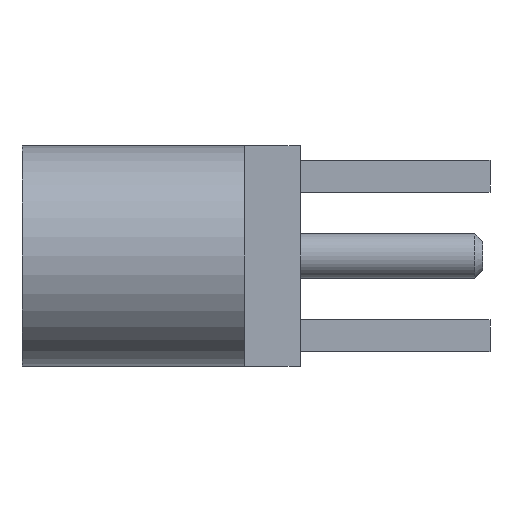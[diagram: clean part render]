
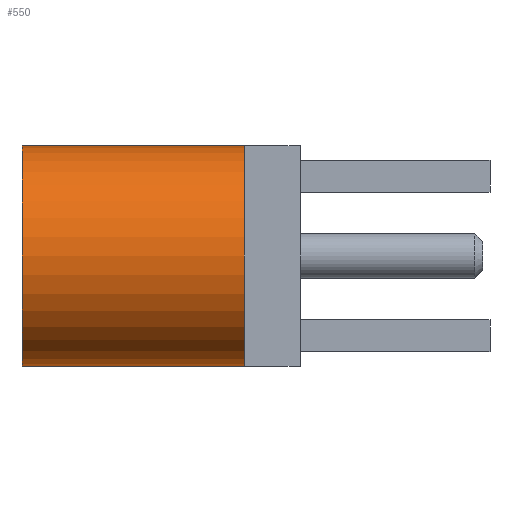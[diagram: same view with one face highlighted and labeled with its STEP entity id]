
A CAD part, front view. The second image highlights one B-rep face of the part: STEP entity #550.
In plain terms, the highlighted cylindrical face has radius 1.753 mm (diameter 3.505 mm), a partial arc.
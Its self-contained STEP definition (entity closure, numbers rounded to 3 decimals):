
#147 = VERTEX_POINT('',#148);
#148 = CARTESIAN_POINT('',(3.54,-1.753,0.));
#156 = EDGE_CURVE('',#157,#147,#159,.T.);
#157 = VERTEX_POINT('',#158);
#158 = CARTESIAN_POINT('',(3.54,0.,1.753));
#159 = CIRCLE('',#160,1.753);
#160 = AXIS2_PLACEMENT_3D('',#161,#162,#163);
#161 = CARTESIAN_POINT('',(3.54,0.,0.));
#162 = DIRECTION('',(1.,0.,-0.));
#163 = DIRECTION('',(0.,0.,1.));
#440 = VERTEX_POINT('',#441);
#441 = CARTESIAN_POINT('',(3.54,0.,-1.753));
#505 = EDGE_CURVE('',#440,#506,#508,.T.);
#506 = VERTEX_POINT('',#507);
#507 = CARTESIAN_POINT('',(0.,0.,-1.753));
#508 = LINE('',#509,#510);
#509 = CARTESIAN_POINT('',(3.54,0.,-1.753));
#510 = VECTOR('',#511,1.);
#511 = DIRECTION('',(-1.,0.,0.));
#514 = VERTEX_POINT('',#515);
#515 = CARTESIAN_POINT('',(0.,0.,1.753));
#522 = EDGE_CURVE('',#157,#514,#523,.T.);
#523 = LINE('',#524,#525);
#524 = CARTESIAN_POINT('',(3.54,0.,1.753));
#525 = VECTOR('',#526,1.);
#526 = DIRECTION('',(-1.,0.,0.));
#550 = ADVANCED_FACE('',(#551),#579,.T.);
#551 = FACE_BOUND('',#552,.T.);
#552 = EDGE_LOOP('',(#553,#562,#563,#570,#571,#572));
#553 = ORIENTED_EDGE('',*,*,#554,.F.);
#554 = EDGE_CURVE('',#506,#555,#557,.T.);
#555 = VERTEX_POINT('',#556);
#556 = CARTESIAN_POINT('',(0.,-1.753,0.));
#557 = CIRCLE('',#558,1.753);
#558 = AXIS2_PLACEMENT_3D('',#559,#560,#561);
#559 = CARTESIAN_POINT('',(0.,0.,0.));
#560 = DIRECTION('',(-1.,0.,0.));
#561 = DIRECTION('',(0.,0.,-1.));
#562 = ORIENTED_EDGE('',*,*,#505,.F.);
#563 = ORIENTED_EDGE('',*,*,#564,.F.);
#564 = EDGE_CURVE('',#147,#440,#565,.T.);
#565 = CIRCLE('',#566,1.753);
#566 = AXIS2_PLACEMENT_3D('',#567,#568,#569);
#567 = CARTESIAN_POINT('',(3.54,0.,0.));
#568 = DIRECTION('',(1.,0.,0.));
#569 = DIRECTION('',(0.,-1.,0.));
#570 = ORIENTED_EDGE('',*,*,#156,.F.);
#571 = ORIENTED_EDGE('',*,*,#522,.T.);
#572 = ORIENTED_EDGE('',*,*,#573,.F.);
#573 = EDGE_CURVE('',#555,#514,#574,.T.);
#574 = CIRCLE('',#575,1.753);
#575 = AXIS2_PLACEMENT_3D('',#576,#577,#578);
#576 = CARTESIAN_POINT('',(0.,0.,0.));
#577 = DIRECTION('',(-1.,0.,0.));
#578 = DIRECTION('',(0.,-1.,0.));
#579 = CYLINDRICAL_SURFACE('',#580,1.753);
#580 = AXIS2_PLACEMENT_3D('',#581,#582,#583);
#581 = CARTESIAN_POINT('',(1.77,0.,0.));
#582 = DIRECTION('',(1.,0.,0.));
#583 = DIRECTION('',(0.,0.,-1.));
